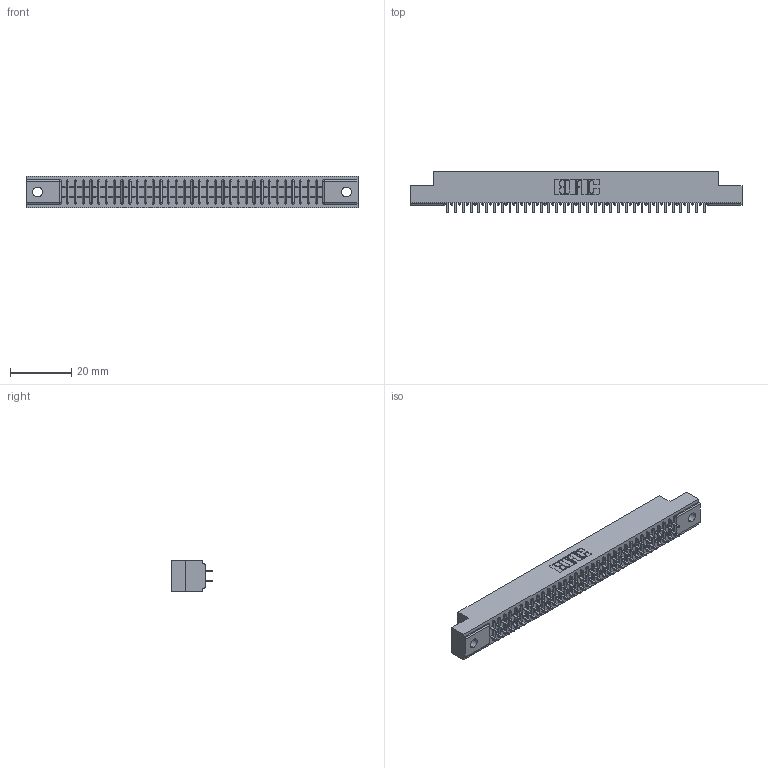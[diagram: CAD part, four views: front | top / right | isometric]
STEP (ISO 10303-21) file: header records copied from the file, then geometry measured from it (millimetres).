
FILE_DESCRIPTION (( 'STEP AP203' ), '1' );
FILE_NAME ('341-068-524-202.STEP', '2018-08-07T19:08:12', ( '' ), ( '' ), 'SwSTEP 2.0', 'SolidWorks 2016', '' );
FILE_SCHEMA (( 'CONFIG_CONTROL_DESIGN' ));
Length unit declared in the file: inch
Products named in the file (3): 341 Part_.128 (3.25) Dia Mounting Holes; 341-292-001_341-292-124; 341-068-524-202
Assembly tree (69 placements, depth 2):
  341-068-524-202
    341 Part_.128 (3.25) Dia Mounting Holes
    341-292-001_341-292-124  x68
Bounding box: 108.58 x 13.64 x 10.16 mm (x, y, z)
Volume: 7964.8 mm3; surface area: 13504.1 mm2
Topology: 69 solids, 69 shells, 4604 faces, 13338 edges, 8638 vertices
Faces by surface type: plane 2788, cylinder 1680, sphere 70, torus 66
Entity records: 42215 total; most frequent: CARTESIAN_POINT 7018, ORIENTED_EDGE 6972, DIRECTION 6816, EDGE_CURVE 3486, LINE 2808, VECTOR 2808, VERTEX_POINT 2206, AXIS2_PLACEMENT_3D 2004
